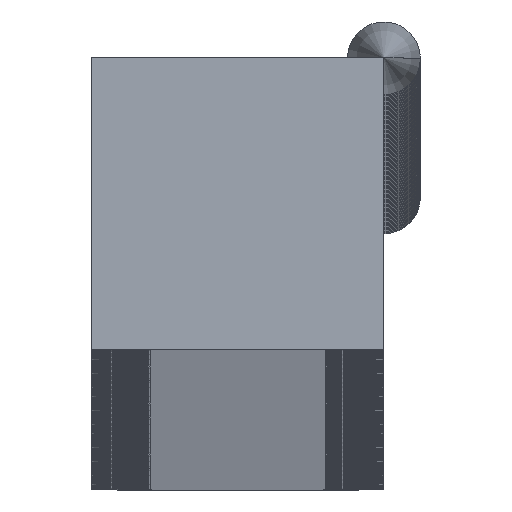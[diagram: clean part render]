
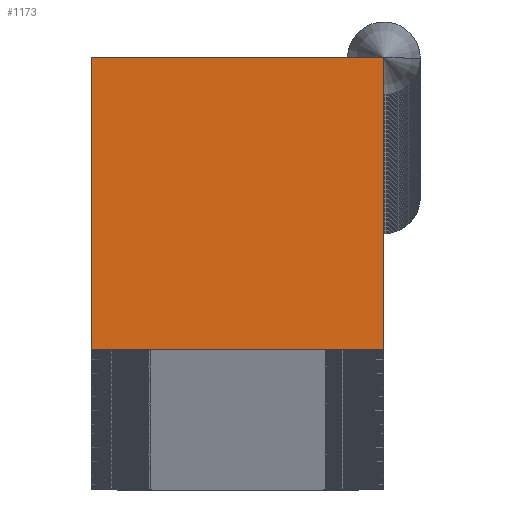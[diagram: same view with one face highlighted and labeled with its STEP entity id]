
A CAD part, top view. The second image highlights one B-rep face of the part: STEP entity #1173.
In plain terms, the highlighted planar face has unit normal (0, 0, 1).
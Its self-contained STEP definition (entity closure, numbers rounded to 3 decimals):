
#10 = DIRECTION ( 'NONE',  ( 0., -1., 0. ) ) ;
#322 = VERTEX_POINT ( 'NONE', #2303 ) ;
#730 = EDGE_LOOP ( 'NONE', ( #6937, #7354, #5612, #22828 ) ) ;
#992 = DIRECTION ( 'NONE',  ( 0., 0., -1. ) ) ;
#1173 = ADVANCED_FACE ( 'NONE', ( #18174 ), #12790, .F. ) ;
#1889 = VERTEX_POINT ( 'NONE', #6314 ) ;
#2123 = CARTESIAN_POINT ( 'NONE',  ( 0., 0., 0. ) ) ;
#2166 = AXIS2_PLACEMENT_3D ( 'NONE', #16677, #992, #14770 ) ;
#2303 = CARTESIAN_POINT ( 'NONE',  ( 12., 0., 0. ) ) ;
#2348 = DIRECTION ( 'NONE',  ( -1., 0., 0. ) ) ;
#2357 = VERTEX_POINT ( 'NONE', #2123 ) ;
#5351 = DIRECTION ( 'NONE',  ( 0., 1., 0. ) ) ;
#5612 = ORIENTED_EDGE ( 'NONE', *, *, #8314, .T. ) ;
#6314 = CARTESIAN_POINT ( 'NONE',  ( 0., 12., 0. ) ) ;
#6937 = ORIENTED_EDGE ( 'NONE', *, *, #14681, .T. ) ;
#7354 = ORIENTED_EDGE ( 'NONE', *, *, #23389, .T. ) ;
#7903 = CARTESIAN_POINT ( 'NONE',  ( 0., 0., 0. ) ) ;
#8314 = EDGE_CURVE ( 'NONE', #322, #17499, #21337, .T. ) ;
#11072 = VECTOR ( 'NONE', #2348, 1000. ) ;
#12790 = PLANE ( 'NONE',  #2166 ) ;
#14121 = CARTESIAN_POINT ( 'NONE',  ( 0., 12., 0. ) ) ;
#14427 = DIRECTION ( 'NONE',  ( 1., 0., 0. ) ) ;
#14453 = EDGE_CURVE ( 'NONE', #17499, #1889, #16347, .T. ) ;
#14681 = EDGE_CURVE ( 'NONE', #1889, #2357, #20637, .T. ) ;
#14770 = DIRECTION ( 'NONE',  ( -1., 0., 0. ) ) ;
#15324 = CARTESIAN_POINT ( 'NONE',  ( 12., 12., 0. ) ) ;
#15390 = VECTOR ( 'NONE', #10, 1000. ) ;
#16115 = VECTOR ( 'NONE', #5351, 1000. ) ;
#16347 = LINE ( 'NONE', #14121, #11072 ) ;
#16677 = CARTESIAN_POINT ( 'NONE',  ( 0., 0., 0. ) ) ;
#17160 = CARTESIAN_POINT ( 'NONE',  ( 12., 0., 0. ) ) ;
#17499 = VERTEX_POINT ( 'NONE', #15324 ) ;
#18174 = FACE_OUTER_BOUND ( 'NONE', #730, .T. ) ;
#18314 = CARTESIAN_POINT ( 'NONE',  ( 0., 0., 0. ) ) ;
#20637 = LINE ( 'NONE', #7903, #15390 ) ;
#20838 = VECTOR ( 'NONE', #14427, 1000. ) ;
#21337 = LINE ( 'NONE', #17160, #16115 ) ;
#21462 = LINE ( 'NONE', #18314, #20838 ) ;
#22828 = ORIENTED_EDGE ( 'NONE', *, *, #14453, .T. ) ;
#23389 = EDGE_CURVE ( 'NONE', #2357, #322, #21462, .T. ) ;
